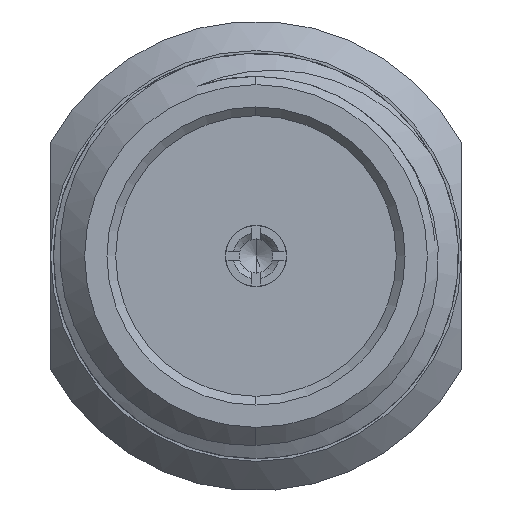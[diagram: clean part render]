
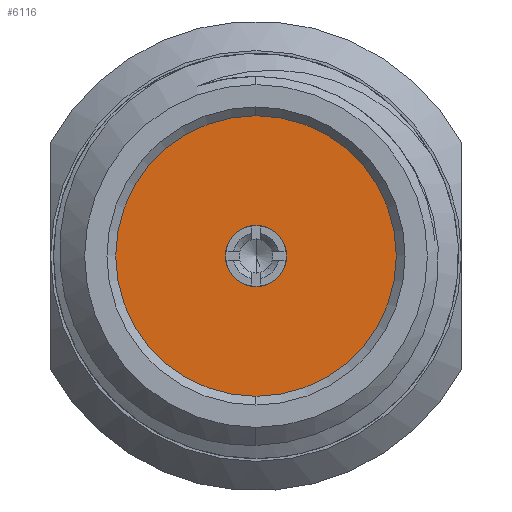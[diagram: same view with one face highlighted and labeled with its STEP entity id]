
A CAD part, left-side view. The second image highlights one B-rep face of the part: STEP entity #6116.
In plain terms, the highlighted planar face has unit normal (-1, 0, 0).
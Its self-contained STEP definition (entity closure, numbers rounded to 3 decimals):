
#2199=CARTESIAN_POINT('',(3.05,0.,0.));
#2200=DIRECTION('',(-1.,0.,0.));
#2201=DIRECTION('',(0.,0.,1.));
#2202=AXIS2_PLACEMENT_3D('',#2199,#2200,#2201);
#2209=CARTESIAN_POINT('',(3.05,0.,0.));
#2210=DIRECTION('',(-1.,0.,0.));
#2211=DIRECTION('',(0.,0.,-1.));
#2212=AXIS2_PLACEMENT_3D('',#2209,#2210,#2211);
#2235=CARTESIAN_POINT('',(3.05,0.,0.));
#2236=DIRECTION('',(-1.,0.,0.));
#2237=DIRECTION('',(0.,1.,0.));
#2238=AXIS2_PLACEMENT_3D('',#2235,#2236,#2237);
#2323=CARTESIAN_POINT('',(3.05,0.,0.));
#2324=DIRECTION('',(1.,0.,0.));
#2325=DIRECTION('',(0.,1.,0.));
#2326=AXIS2_PLACEMENT_3D('',#2323,#2324,#2325);
#3321=CARTESIAN_POINT('',(3.05,0.52,0.));
#3322=CARTESIAN_POINT('',(3.05,-0.52,0.));
#3323=VERTEX_POINT('',#3321);
#3324=VERTEX_POINT('',#3322);
#3397=CARTESIAN_POINT('',(3.05,0.,2.39));
#3398=CARTESIAN_POINT('',(3.05,0.,-2.39));
#3399=VERTEX_POINT('',#3397);
#3400=VERTEX_POINT('',#3398);
#6100=CARTESIAN_POINT('',(3.05,0.,0.));
#6101=DIRECTION('',(1.,0.,0.));
#6102=DIRECTION('',(0.,-1.,0.));
#6103=AXIS2_PLACEMENT_3D('',#6100,#6101,#6102);
#6104=PLANE('',#6103);
#6105=ORIENTED_EDGE('',*,*,#6090,.F.);
#6107=ORIENTED_EDGE('',*,*,#6106,.F.);
#6108=EDGE_LOOP('',(#6105,#6107));
#6109=FACE_OUTER_BOUND('',#6108,.F.);
#6111=ORIENTED_EDGE('',*,*,#6110,.T.);
#6113=ORIENTED_EDGE('',*,*,#6112,.F.);
#6114=EDGE_LOOP('',(#6111,#6113));
#6115=FACE_BOUND('',#6114,.F.);
#6116=ADVANCED_FACE('',(#6109,#6115),#6104,.F.);
#2203=CIRCLE('',#2202,2.39);
#2213=CIRCLE('',#2212,2.39);
#2239=CIRCLE('',#2238,0.52);
#2327=CIRCLE('',#2326,0.52);
#6090=EDGE_CURVE('',#3399,#3400,#2203,.T.);
#6106=EDGE_CURVE('',#3400,#3399,#2213,.T.);
#6110=EDGE_CURVE('',#3323,#3324,#2239,.T.);
#6112=EDGE_CURVE('',#3323,#3324,#2327,.T.);
